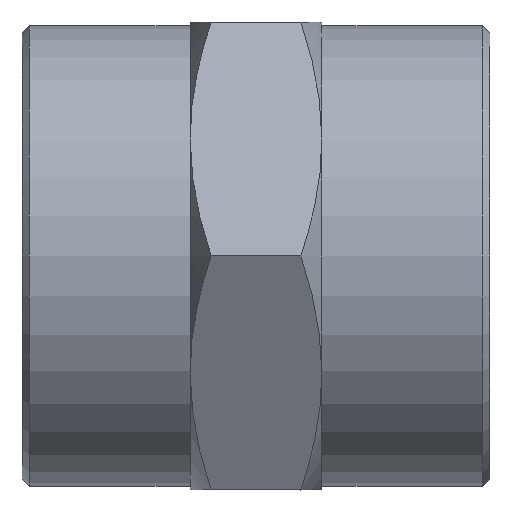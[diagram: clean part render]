
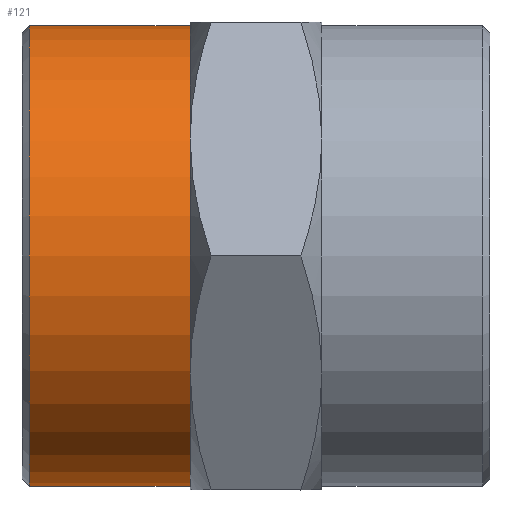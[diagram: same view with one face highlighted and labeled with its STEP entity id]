
A CAD part, left-side view. The second image highlights one B-rep face of the part: STEP entity #121.
In plain terms, the highlighted cylindrical face has radius 15.75 mm (diameter 31.5 mm), a full revolution.
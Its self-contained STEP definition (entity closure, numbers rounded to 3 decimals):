
#34 = EDGE_CURVE ( 'NONE', #562, #562, #650, .T. ) ;
#37 = EDGE_CURVE ( 'NONE', #560, #560, #648, .T. ) ;
#79 = AXIS2_PLACEMENT_3D ( 'NONE', #412, #411, #429 ) ;
#92 = AXIS2_PLACEMENT_3D ( 'NONE', #233, #228, #224 ) ;
#94 = AXIS2_PLACEMENT_3D ( 'NONE', #283, #282, #279 ) ;
#121 = ADVANCED_FACE ( 'NONE', ( #627, #628 ), #622, .T. ) ;
#213 = CARTESIAN_POINT ( 'NONE',  ( 0., 31.5, -15.75 ) ) ;
#216 = CARTESIAN_POINT ( 'NONE',  ( 0., 20.5, -15.75 ) ) ;
#224 = DIRECTION ( 'NONE',  ( 0., 0., -1. ) ) ;
#228 = DIRECTION ( 'NONE',  ( 0., -1., 0. ) ) ;
#233 = CARTESIAN_POINT ( 'NONE',  ( 0., 31.5, 0. ) ) ;
#279 = DIRECTION ( 'NONE',  ( 0., 0., -1. ) ) ;
#282 = DIRECTION ( 'NONE',  ( 0., -1., 0. ) ) ;
#283 = CARTESIAN_POINT ( 'NONE',  ( 0., 20.5, 0. ) ) ;
#411 = DIRECTION ( 'NONE',  ( 0., -1., 0. ) ) ;
#412 = CARTESIAN_POINT ( 'NONE',  ( 0., 31.5, 0. ) ) ;
#429 = DIRECTION ( 'NONE',  ( 0., 0., -1. ) ) ;
#560 = VERTEX_POINT ( 'NONE', #213 ) ;
#562 = VERTEX_POINT ( 'NONE', #216 ) ;
#622 = CYLINDRICAL_SURFACE ( 'NONE', #79, 15.75 ) ;
#627 = FACE_OUTER_BOUND ( 'NONE', #714, .T. ) ;
#628 = FACE_OUTER_BOUND ( 'NONE', #720, .T. ) ;
#648 = CIRCLE ( 'NONE', #92, 15.75 ) ;
#650 = CIRCLE ( 'NONE', #94, 15.75 ) ;
#714 = EDGE_LOOP ( 'NONE', ( #742 ) ) ;
#720 = EDGE_LOOP ( 'NONE', ( #743 ) ) ;
#742 = ORIENTED_EDGE ( 'NONE', *, *, #37, .T. ) ;
#743 = ORIENTED_EDGE ( 'NONE', *, *, #34, .F. ) ;
